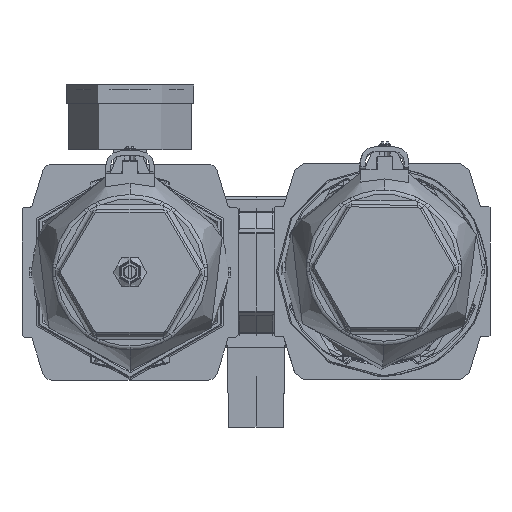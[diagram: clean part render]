
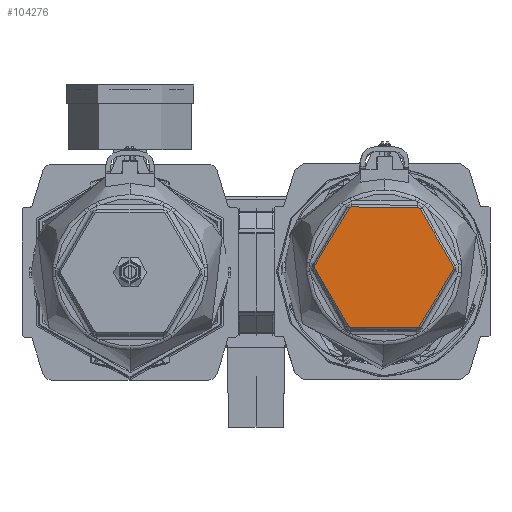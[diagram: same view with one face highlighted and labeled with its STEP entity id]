
A CAD part, front view. The second image highlights one B-rep face of the part: STEP entity #104276.
In plain terms, the highlighted face is planar.
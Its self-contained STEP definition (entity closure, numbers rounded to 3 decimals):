
#454 = CARTESIAN_POINT ( 'NONE',  ( -13.856, 0.5, -24. ) ) ;
#918 = AXIS2_PLACEMENT_3D ( 'NONE', #215480, #47525, #165775 ) ;
#1788 = VERTEX_POINT ( 'NONE', #102756 ) ;
#1845 = DIRECTION ( 'NONE',  ( 0., 0., 1. ) ) ;
#5341 = VERTEX_POINT ( 'NONE', #143325 ) ;
#7566 = EDGE_CURVE ( 'NONE', #178628, #55136, #136022, .T. ) ;
#7731 = VERTEX_POINT ( 'NONE', #192430 ) ;
#12499 = ORIENTED_EDGE ( 'NONE', *, *, #193035, .T. ) ;
#14581 = CARTESIAN_POINT ( 'NONE',  ( -18.893, 0.5, -17.555 ) ) ;
#14964 = EDGE_LOOP ( 'NONE', ( #31618, #48291, #215166, #67089, #59755, #175514, #177067, #12499, #185680, #175407, #88593, #86692 ) ) ;
#17485 = DIRECTION ( 'NONE',  ( 0., 0., 1. ) ) ;
#19144 = VERTEX_POINT ( 'NONE', #94955 ) ;
#21298 =( BOUNDED_CURVE ( )  B_SPLINE_CURVE ( 3, ( #200405, #31727, #149985, #48720 ),
 .UNSPECIFIED., .F., .F. ) 
 B_SPLINE_CURVE_WITH_KNOTS ( ( 4, 4 ),
 ( 3.687, 3.864 ),
 .UNSPECIFIED. ) 
 CURVE ( )  GEOMETRIC_REPRESENTATION_ITEM ( )  RATIONAL_B_SPLINE_CURVE ( ( 1., 0.997, 0.997, 1. ) ) 
 REPRESENTATION_ITEM ( '' )  );
#21627 = CARTESIAN_POINT ( 'NONE',  ( 28.853, 0.5, 0.671 ) ) ;
#29097 = DIRECTION ( 'NONE',  ( 0., -1., 0. ) ) ;
#31618 = ORIENTED_EDGE ( 'NONE', *, *, #128480, .T. ) ;
#31727 = CARTESIAN_POINT ( 'NONE',  ( -18.893, 0.5, 17.555 ) ) ;
#32405 = EDGE_CURVE ( 'NONE', #7731, #108232, #21298, .T. ) ;
#35097 = CARTESIAN_POINT ( 'NONE',  ( -28.853, 0.5, 0.671 ) ) ;
#42618 = CARTESIAN_POINT ( 'NONE',  ( 14.749, 0.5, 24.53 ) ) ;
#47145 = CARTESIAN_POINT ( 'NONE',  ( -27.713, 0.5, 0. ) ) ;
#47525 = DIRECTION ( 'NONE',  ( 0., 1., 0. ) ) ;
#48291 = ORIENTED_EDGE ( 'NONE', *, *, #163865, .T. ) ;
#48720 = CARTESIAN_POINT ( 'NONE',  ( -28.853, 0.5, 0.671 ) ) ;
#50538 = EDGE_CURVE ( 'NONE', #1788, #7731, #168751, .T. ) ;
#51910 = CARTESIAN_POINT ( 'NONE',  ( 14.749, 0.5, -24.53 ) ) ;
#54426 = CIRCLE ( 'NONE', #182419, 1.038 ) ;
#55136 = VERTEX_POINT ( 'NONE', #42618 ) ;
#55226 = AXIS2_PLACEMENT_3D ( 'NONE', #454, #118802, #17485 ) ;
#58323 = AXIS2_PLACEMENT_3D ( 'NONE', #200060, #98584, #217086 ) ;
#59755 = ORIENTED_EDGE ( 'NONE', *, *, #92017, .T. ) ;
#61769 = FACE_OUTER_BOUND ( 'NONE', #14964, .T. ) ;
#62546 = VECTOR ( 'NONE', #213606, 1000. ) ;
#64159 = DIRECTION ( 'NONE',  ( 0., 0., 1. ) ) ;
#65703 = AXIS2_PLACEMENT_3D ( 'NONE', #180626, #79389, #197717 ) ;
#67089 = ORIENTED_EDGE ( 'NONE', *, *, #32405, .T. ) ;
#68385 = CIRCLE ( 'NONE', #58323, 1.323 ) ;
#71024 = AXIS2_PLACEMENT_3D ( 'NONE', #204553, #103107, #1845 ) ;
#71446 = VECTOR ( 'NONE', #74468, 1000. ) ;
#74468 = DIRECTION ( 'NONE',  ( -1., 0., 0. ) ) ;
#78203 = CARTESIAN_POINT ( 'NONE',  ( 28.853, 0.5, -0.671 ) ) ;
#79389 = DIRECTION ( 'NONE',  ( 0., -1., 0. ) ) ;
#86692 = ORIENTED_EDGE ( 'NONE', *, *, #7566, .T. ) ;
#88593 = ORIENTED_EDGE ( 'NONE', *, *, #98451, .T. ) ;
#88755 = CARTESIAN_POINT ( 'NONE',  ( 14.749, 0.5, -24.53 ) ) ;
#92017 = EDGE_CURVE ( 'NONE', #108232, #5341, #148958, .T. ) ;
#94955 = CARTESIAN_POINT ( 'NONE',  ( -14.749, 0.5, -24.53 ) ) ;
#95171 = CARTESIAN_POINT ( 'NONE',  ( -30.022, 0.5, -25.038 ) ) ;
#95503 = EDGE_CURVE ( 'NONE', #137028, #143229, #162836, .T. ) ;
#98451 = EDGE_CURVE ( 'NONE', #143229, #178628, #68385, .T. ) ;
#98584 = DIRECTION ( 'NONE',  ( 0., -1., 0. ) ) ;
#98807 = CARTESIAN_POINT ( 'NONE',  ( -23.606, 0.5, -9.581 ) ) ;
#102116 = LINE ( 'NONE', #95171, #62546 ) ;
#102756 = CARTESIAN_POINT ( 'NONE',  ( -13.856, 0.5, 25.038 ) ) ;
#103107 = DIRECTION ( 'NONE',  ( 0., -1., 0. ) ) ;
#104276 = ADVANCED_FACE ( 'NONE', ( #61769 ), #199171, .F. ) ;
#108232 = VERTEX_POINT ( 'NONE', #35097 ) ;
#109271 = VERTEX_POINT ( 'NONE', #185361 ) ;
#118148 = CARTESIAN_POINT ( 'NONE',  ( 13.856, 0.5, -25.038 ) ) ;
#118802 = DIRECTION ( 'NONE',  ( 0., -1., 0. ) ) ;
#119205 = CARTESIAN_POINT ( 'NONE',  ( 23.606, 0.5, -9.581 ) ) ;
#125047 = EDGE_CURVE ( 'NONE', #171761, #137028, #54426, .T. ) ;
#128480 = EDGE_CURVE ( 'NONE', #55136, #109271, #180561, .T. ) ;
#130401 = CARTESIAN_POINT ( 'NONE',  ( 13.856, 0.5, -24. ) ) ;
#132928 = CARTESIAN_POINT ( 'NONE',  ( -14.749, 0.5, -24.53 ) ) ;
#136022 =( BOUNDED_CURVE ( )  B_SPLINE_CURVE ( 3, ( #21627, #207268, #190207, #139923 ),
 .UNSPECIFIED., .F., .F. ) 
 B_SPLINE_CURVE_WITH_KNOTS ( ( 4, 4 ),
 ( 5.561, 5.738 ),
 .UNSPECIFIED. ) 
 CURVE ( )  GEOMETRIC_REPRESENTATION_ITEM ( )  RATIONAL_B_SPLINE_CURVE ( ( 1., 0.997, 0.997, 1. ) ) 
 REPRESENTATION_ITEM ( '' )  );
#137028 = VERTEX_POINT ( 'NONE', #88755 ) ;
#139923 = CARTESIAN_POINT ( 'NONE',  ( 14.749, 0.5, 24.53 ) ) ;
#143229 = VERTEX_POINT ( 'NONE', #78203 ) ;
#143325 = CARTESIAN_POINT ( 'NONE',  ( -28.853, 0.5, -0.671 ) ) ;
#144933 = CIRCLE ( 'NONE', #55226, 1.038 ) ;
#147387 = DIRECTION ( 'NONE',  ( 0., 0., 1. ) ) ;
#148958 = CIRCLE ( 'NONE', #207620, 1.323 ) ;
#149168 = EDGE_CURVE ( 'NONE', #19144, #194812, #144933, .T. ) ;
#149985 = CARTESIAN_POINT ( 'NONE',  ( -23.606, 0.5, 9.581 ) ) ;
#162836 =( BOUNDED_CURVE ( )  B_SPLINE_CURVE ( 3, ( #51910, #203576, #119205, #170171 ),
 .UNSPECIFIED., .F., .F. ) 
 B_SPLINE_CURVE_WITH_KNOTS ( ( 4, 4 ),
 ( 0.546, 0.723 ),
 .UNSPECIFIED. ) 
 CURVE ( )  GEOMETRIC_REPRESENTATION_ITEM ( )  RATIONAL_B_SPLINE_CURVE ( ( 1., 0.997, 0.997, 1. ) ) 
 REPRESENTATION_ITEM ( '' )  );
#163865 = EDGE_CURVE ( 'NONE', #109271, #1788, #201133, .T. ) ;
#165402 = DIRECTION ( 'NONE',  ( 0., -1., 0. ) ) ;
#165775 = DIRECTION ( 'NONE',  ( 0., 0., 1. ) ) ;
#168751 = CIRCLE ( 'NONE', #65703, 1.038 ) ;
#170171 = CARTESIAN_POINT ( 'NONE',  ( 28.853, 0.5, -0.671 ) ) ;
#171761 = VERTEX_POINT ( 'NONE', #118148 ) ;
#175343 = EDGE_CURVE ( 'NONE', #5341, #19144, #199109, .T. ) ;
#175407 = ORIENTED_EDGE ( 'NONE', *, *, #95503, .T. ) ;
#175514 = ORIENTED_EDGE ( 'NONE', *, *, #175343, .T. ) ;
#175696 = CARTESIAN_POINT ( 'NONE',  ( 15.011, 0.5, 25.038 ) ) ;
#175890 = CARTESIAN_POINT ( 'NONE',  ( -13.856, 0.5, -25.038 ) ) ;
#177067 = ORIENTED_EDGE ( 'NONE', *, *, #149168, .T. ) ;
#178628 = VERTEX_POINT ( 'NONE', #185218 ) ;
#180561 = CIRCLE ( 'NONE', #71024, 1.038 ) ;
#180626 = CARTESIAN_POINT ( 'NONE',  ( -13.856, 0.5, 24. ) ) ;
#182419 = AXIS2_PLACEMENT_3D ( 'NONE', #130401, #29097, #147387 ) ;
#185218 = CARTESIAN_POINT ( 'NONE',  ( 28.853, 0.5, 0.671 ) ) ;
#185361 = CARTESIAN_POINT ( 'NONE',  ( 13.856, 0.5, 25.038 ) ) ;
#185680 = ORIENTED_EDGE ( 'NONE', *, *, #125047, .T. ) ;
#190207 = CARTESIAN_POINT ( 'NONE',  ( 18.893, 0.5, 17.555 ) ) ;
#192430 = CARTESIAN_POINT ( 'NONE',  ( -14.749, 0.5, 24.53 ) ) ;
#193035 = EDGE_CURVE ( 'NONE', #194812, #171761, #102116, .T. ) ;
#194812 = VERTEX_POINT ( 'NONE', #175890 ) ;
#197717 = DIRECTION ( 'NONE',  ( 0., 0., 1. ) ) ;
#199109 =( BOUNDED_CURVE ( )  B_SPLINE_CURVE ( 3, ( #217313, #98807, #14581, #132928 ),
 .UNSPECIFIED., .F., .F. ) 
 B_SPLINE_CURVE_WITH_KNOTS ( ( 4, 4 ),
 ( 2.419, 2.596 ),
 .UNSPECIFIED. ) 
 CURVE ( )  GEOMETRIC_REPRESENTATION_ITEM ( )  RATIONAL_B_SPLINE_CURVE ( ( 1., 0.997, 0.997, 1. ) ) 
 REPRESENTATION_ITEM ( '' )  );
#199171 = PLANE ( 'NONE',  #918 ) ;
#200060 = CARTESIAN_POINT ( 'NONE',  ( 27.713, 0.5, 0. ) ) ;
#200405 = CARTESIAN_POINT ( 'NONE',  ( -14.749, 0.5, 24.53 ) ) ;
#201133 = LINE ( 'NONE', #175696, #71446 ) ;
#203576 = CARTESIAN_POINT ( 'NONE',  ( 18.893, 0.5, -17.555 ) ) ;
#204553 = CARTESIAN_POINT ( 'NONE',  ( 13.856, 0.5, 24. ) ) ;
#207268 = CARTESIAN_POINT ( 'NONE',  ( 23.606, 0.5, 9.581 ) ) ;
#207620 = AXIS2_PLACEMENT_3D ( 'NONE', #47145, #165402, #64159 ) ;
#213606 = DIRECTION ( 'NONE',  ( 1., 0., 0. ) ) ;
#215166 = ORIENTED_EDGE ( 'NONE', *, *, #50538, .T. ) ;
#215480 = CARTESIAN_POINT ( 'NONE',  ( 40.573, 0.5, -41. ) ) ;
#217086 = DIRECTION ( 'NONE',  ( 0., 0., 1. ) ) ;
#217313 = CARTESIAN_POINT ( 'NONE',  ( -28.853, 0.5, -0.671 ) ) ;
